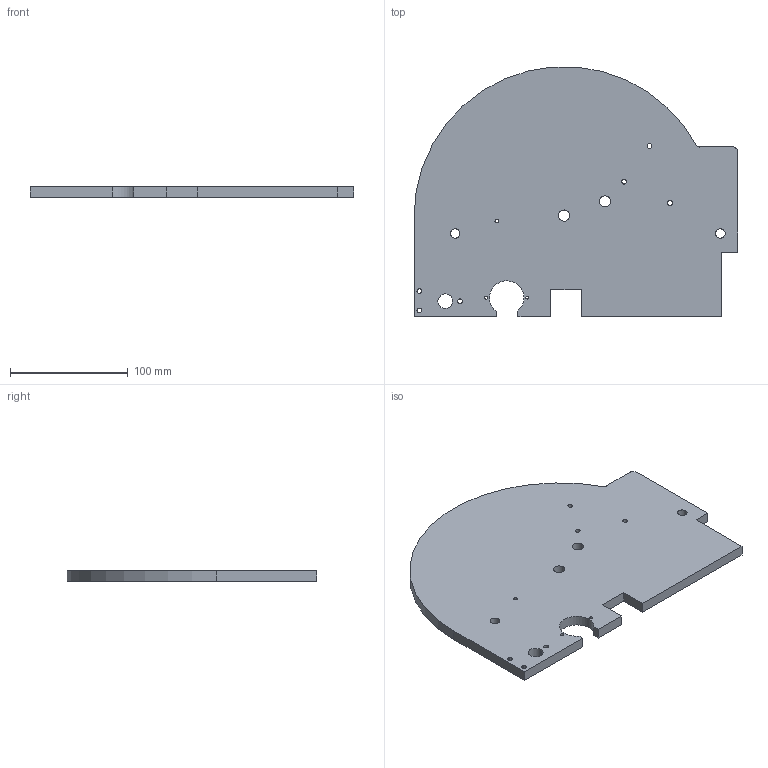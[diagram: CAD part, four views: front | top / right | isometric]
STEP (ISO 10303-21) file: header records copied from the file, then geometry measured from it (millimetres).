
FILE_DESCRIPTION(/* description */ (''),/* implementation_level */ '2;1');
FILE_NAME(/* name */ '737MIP1_Component701_Left Fuel Body v1 (1)(Mirror).step',/* time_stamp */ '2020-05-30T14:45:49+02:00',/* author */ (''),/* organization */ (''),/* preprocessor_version */ 'ST-DEVELOPER v18.1',/* originating_system */ 'Autodesk Translation Framework v9.3.0.1241',/* authorisation */ '');
FILE_SCHEMA (('AUTOMOTIVE_DESIGN { 1 0 10303 214 3 1 1 }'));
Length unit declared in the file: millimetre
Products named in the file (1): 737MIP1_Component701_Left Fuel Body v1 (1)(Mirror)
Bounding box: 274.92 x 212.14 x 9 mm (x, y, z)
Volume: 430349.4 mm3; surface area: 106749 mm2
Topology: 1 solids, 1 shells, 40 faces, 114 edges, 76 vertices
Faces by surface type: cylinder 22, plane 18
Full cylindrical faces by diameter (mm): 2.5 x2, 3 x1, 4 x4, 8 x2, 9.5 x1, 9.525 x1
Entity records: 1420 total; most frequent: DIRECTION 238, CARTESIAN_POINT 231, ORIENTED_EDGE 228, EDGE_CURVE 114, AXIS2_PLACEMENT_3D 83, VERTEX_POINT 76, LINE 72, VECTOR 72
